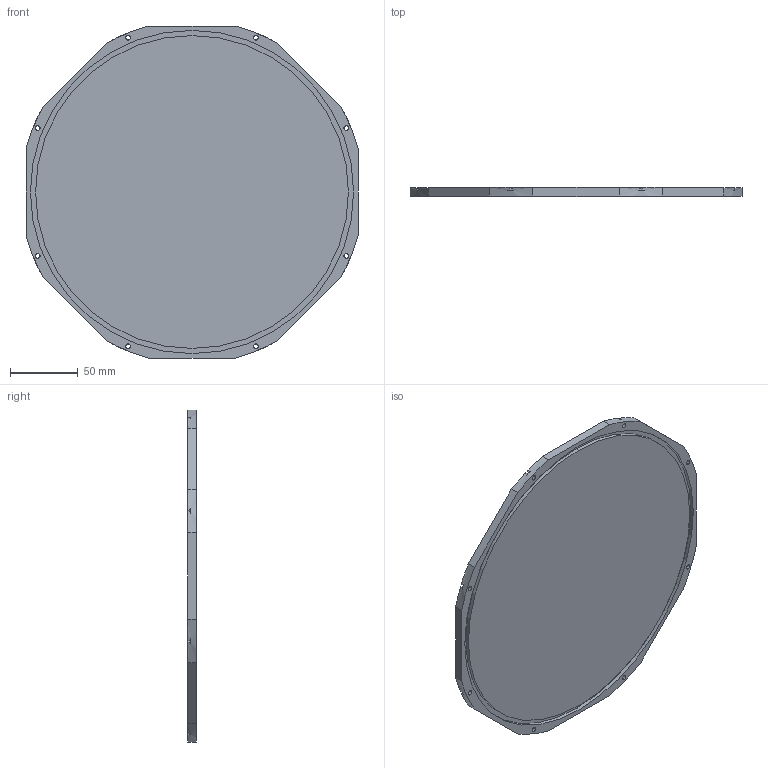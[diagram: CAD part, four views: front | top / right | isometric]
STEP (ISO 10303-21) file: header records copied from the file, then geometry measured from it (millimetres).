
FILE_DESCRIPTION (( 'STEP AP214' ), '1' );
FILE_NAME ('ND8_Backplate_Blank.STEP', '2023-11-09T23:47:43', ( '' ), ( '' ), 'SwSTEP 2.0', 'SolidWorks 2023', '' );
FILE_SCHEMA (( 'AUTOMOTIVE_DESIGN' ));
Length unit declared in the file: inch
Products named in the file (1): ND8_Backplate_Blank
Bounding box: 244.6 x 6.35 x 244.6 mm (x, y, z)
Volume: 301364 mm3; surface area: 107029.4 mm2
Topology: 1 solids, 1 shells, 72 faces, 204 edges, 136 vertices
Faces by surface type: cylinder 52, plane 20
Entity records: 2467 total; most frequent: DIRECTION 470, CARTESIAN_POINT 413, ORIENTED_EDGE 408, EDGE_CURVE 204, AXIS2_PLACEMENT_3D 193, VERTEX_POINT 136, CIRCLE 120, EDGE_LOOP 90
